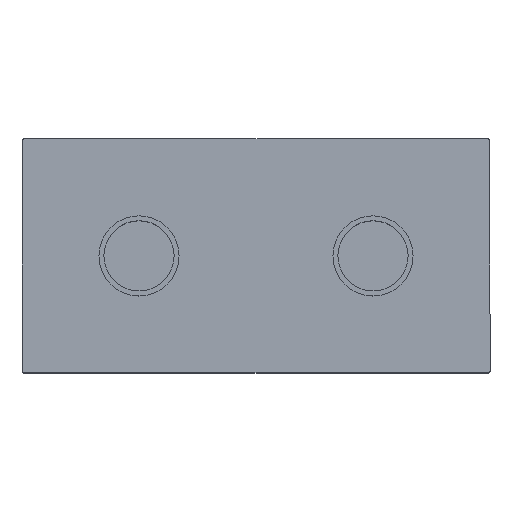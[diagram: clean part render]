
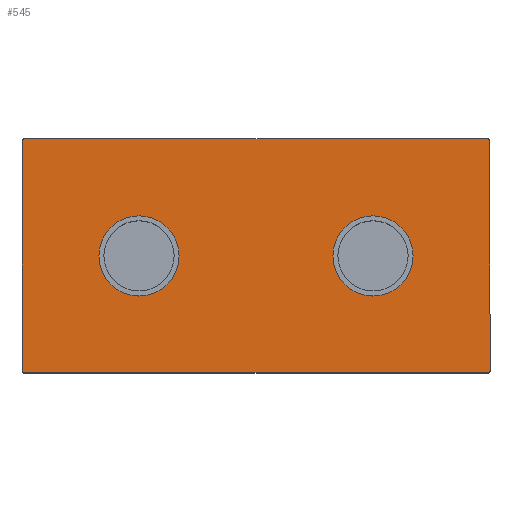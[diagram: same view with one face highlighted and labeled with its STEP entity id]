
A CAD part, top view. The second image highlights one B-rep face of the part: STEP entity #545.
In plain terms, the highlighted planar face has unit normal (0, 0, 1).
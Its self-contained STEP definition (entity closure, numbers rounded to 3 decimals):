
#63 = EDGE_LOOP ( 'NONE', ( #155, #116 ) ) ;
#73 = EDGE_CURVE ( 'NONE', #435, #390, #604, .T. ) ;
#82 = AXIS2_PLACEMENT_3D ( 'NONE', #819, #805, #814 ) ;
#93 = AXIS2_PLACEMENT_3D ( 'NONE', #822, #815, #813 ) ;
#116 = ORIENTED_EDGE ( 'NONE', *, *, #725, .F. ) ;
#117 = ORIENTED_EDGE ( 'NONE', *, *, #73, .F. ) ;
#119 = ORIENTED_EDGE ( 'NONE', *, *, #770, .T. ) ;
#121 = ORIENTED_EDGE ( 'NONE', *, *, #732, .T. ) ;
#131 = ORIENTED_EDGE ( 'NONE', *, *, #754, .T. ) ;
#132 = ORIENTED_EDGE ( 'NONE', *, *, #758, .T. ) ;
#142 = ORIENTED_EDGE ( 'NONE', *, *, #775, .T. ) ;
#146 = ORIENTED_EDGE ( 'NONE', *, *, #756, .F. ) ;
#151 = ORIENTED_EDGE ( 'NONE', *, *, #739, .T. ) ;
#152 = ORIENTED_EDGE ( 'NONE', *, *, #779, .T. ) ;
#155 = ORIENTED_EDGE ( 'NONE', *, *, #723, .F. ) ;
#156 = ORIENTED_EDGE ( 'NONE', *, *, #773, .T. ) ;
#159 = EDGE_LOOP ( 'NONE', ( #146, #117 ) ) ;
#161 = EDGE_LOOP ( 'NONE', ( #156, #142, #132, #131, #119, #152, #151, #121 ) ) ;
#189 = CARTESIAN_POINT ( 'NONE',  ( -40., -20., 4. ) ) ;
#190 = DIRECTION ( 'NONE',  ( 0., 0., 1. ) ) ;
#194 = VERTEX_POINT ( 'NONE', #391 ) ;
#205 = PLANE ( 'NONE',  #573 ) ;
#213 = DIRECTION ( 'NONE',  ( 1., 0., 0. ) ) ;
#242 = CARTESIAN_POINT ( 'NONE',  ( 39.7, 19.7, 4. ) ) ;
#250 = CARTESIAN_POINT ( 'NONE',  ( 20., 0., 4. ) ) ;
#260 = DIRECTION ( 'NONE',  ( 1., 0., 0. ) ) ;
#265 = CARTESIAN_POINT ( 'NONE',  ( -20., 0., 4. ) ) ;
#274 = DIRECTION ( 'NONE',  ( 0., 0., 1. ) ) ;
#281 = CARTESIAN_POINT ( 'NONE',  ( 39.7, 20., 4. ) ) ;
#289 = DIRECTION ( 'NONE',  ( 0., 0., 1. ) ) ;
#292 = CARTESIAN_POINT ( 'NONE',  ( -26.85, 0., 4. ) ) ;
#295 = CARTESIAN_POINT ( 'NONE',  ( -20., 0., 4. ) ) ;
#330 = CARTESIAN_POINT ( 'NONE',  ( -40., 19.7, 4. ) ) ;
#351 = CARTESIAN_POINT ( 'NONE',  ( -39.7, -20., 4. ) ) ;
#352 = DIRECTION ( 'NONE',  ( 0., 0., 1. ) ) ;
#374 = DIRECTION ( 'NONE',  ( 0., 0., 1. ) ) ;
#377 = DIRECTION ( 'NONE',  ( 0., 1., 0. ) ) ;
#383 = VERTEX_POINT ( 'NONE', #437 ) ;
#388 = VERTEX_POINT ( 'NONE', #430 ) ;
#389 = VERTEX_POINT ( 'NONE', #428 ) ;
#390 = VERTEX_POINT ( 'NONE', #409 ) ;
#391 = CARTESIAN_POINT ( 'NONE',  ( 39.7, -20., 4. ) ) ;
#406 = VERTEX_POINT ( 'NONE', #414 ) ;
#407 = CARTESIAN_POINT ( 'NONE',  ( 40., 20., 4. ) ) ;
#408 = VERTEX_POINT ( 'NONE', #411 ) ;
#409 = CARTESIAN_POINT ( 'NONE',  ( 13.15, 0., 4. ) ) ;
#411 = CARTESIAN_POINT ( 'NONE',  ( 40., 19.7, 4. ) ) ;
#414 = CARTESIAN_POINT ( 'NONE',  ( 40., -19.7, 4. ) ) ;
#421 = CARTESIAN_POINT ( 'NONE',  ( 26.85, 0., 4. ) ) ;
#425 = VERTEX_POINT ( 'NONE', #351 ) ;
#426 = DIRECTION ( 'NONE',  ( 1., 0., 0. ) ) ;
#428 = CARTESIAN_POINT ( 'NONE',  ( -39.7, 20., 4. ) ) ;
#430 = CARTESIAN_POINT ( 'NONE',  ( -13.15, 0., 4. ) ) ;
#431 = VERTEX_POINT ( 'NONE', #281 ) ;
#432 = VERTEX_POINT ( 'NONE', #330 ) ;
#434 = VERTEX_POINT ( 'NONE', #292 ) ;
#435 = VERTEX_POINT ( 'NONE', #421 ) ;
#437 = CARTESIAN_POINT ( 'NONE',  ( -40., -19.7, 4. ) ) ;
#449 = DIRECTION ( 'NONE',  ( 1., 0., 0. ) ) ;
#450 = DIRECTION ( 'NONE',  ( 1., 0., 0. ) ) ;
#485 = CIRCLE ( 'NONE', #722, 0.3 ) ;
#487 = LINE ( 'NONE', #841, #489 ) ;
#488 = CIRCLE ( 'NONE', #695, 6.85 ) ;
#489 = VECTOR ( 'NONE', #826, 1000. ) ;
#505 = LINE ( 'NONE', #846, #506 ) ;
#506 = VECTOR ( 'NONE', #837, 1000. ) ;
#511 = LINE ( 'NONE', #843, #512 ) ;
#512 = VECTOR ( 'NONE', #830, 1000. ) ;
#516 = CIRCLE ( 'NONE', #93, 0.3 ) ;
#520 = CIRCLE ( 'NONE', #82, 0.3 ) ;
#545 = ADVANCED_FACE ( 'NONE', ( #633, #634, #635 ), #205, .T. ) ;
#573 = AXIS2_PLACEMENT_3D ( 'NONE', #189, #190, #213 ) ;
#604 = CIRCLE ( 'NONE', #741, 6.85 ) ;
#633 = FACE_OUTER_BOUND ( 'NONE', #161, .T. ) ;
#634 = FACE_BOUND ( 'NONE', #63, .T. ) ;
#635 = FACE_BOUND ( 'NONE', #159, .T. ) ;
#667 = CIRCLE ( 'NONE', #708, 6.85 ) ;
#669 = CIRCLE ( 'NONE', #719, 6.85 ) ;
#676 = CIRCLE ( 'NONE', #710, 0.3 ) ;
#680 = LINE ( 'NONE', #407, #682 ) ;
#682 = VECTOR ( 'NONE', #377, 1000. ) ;
#695 = AXIS2_PLACEMENT_3D ( 'NONE', #784, #859, #860 ) ;
#708 = AXIS2_PLACEMENT_3D ( 'NONE', #295, #289, #449 ) ;
#710 = AXIS2_PLACEMENT_3D ( 'NONE', #242, #374, #426 ) ;
#719 = AXIS2_PLACEMENT_3D ( 'NONE', #265, #274, #450 ) ;
#722 = AXIS2_PLACEMENT_3D ( 'NONE', #821, #840, #799 ) ;
#723 = EDGE_CURVE ( 'NONE', #434, #388, #667, .T. ) ;
#725 = EDGE_CURVE ( 'NONE', #388, #434, #669, .T. ) ;
#732 = EDGE_CURVE ( 'NONE', #408, #431, #676, .T. ) ;
#739 = EDGE_CURVE ( 'NONE', #406, #408, #680, .T. ) ;
#741 = AXIS2_PLACEMENT_3D ( 'NONE', #250, #352, #260 ) ;
#754 = EDGE_CURVE ( 'NONE', #383, #425, #485, .T. ) ;
#756 = EDGE_CURVE ( 'NONE', #390, #435, #488, .T. ) ;
#758 = EDGE_CURVE ( 'NONE', #432, #383, #487, .T. ) ;
#770 = EDGE_CURVE ( 'NONE', #425, #194, #505, .T. ) ;
#773 = EDGE_CURVE ( 'NONE', #431, #389, #511, .T. ) ;
#775 = EDGE_CURVE ( 'NONE', #389, #432, #516, .T. ) ;
#779 = EDGE_CURVE ( 'NONE', #194, #406, #520, .T. ) ;
#784 = CARTESIAN_POINT ( 'NONE',  ( 20., 0., 4. ) ) ;
#799 = DIRECTION ( 'NONE',  ( 1., 0., 0. ) ) ;
#805 = DIRECTION ( 'NONE',  ( 0., 0., 1. ) ) ;
#813 = DIRECTION ( 'NONE',  ( 1., 0., 0. ) ) ;
#814 = DIRECTION ( 'NONE',  ( 1., 0., 0. ) ) ;
#815 = DIRECTION ( 'NONE',  ( 0., 0., 1. ) ) ;
#819 = CARTESIAN_POINT ( 'NONE',  ( 39.7, -19.7, 4. ) ) ;
#821 = CARTESIAN_POINT ( 'NONE',  ( -39.7, -19.7, 4. ) ) ;
#822 = CARTESIAN_POINT ( 'NONE',  ( -39.7, 19.7, 4. ) ) ;
#826 = DIRECTION ( 'NONE',  ( 0., -1., 0. ) ) ;
#830 = DIRECTION ( 'NONE',  ( -1., 0., 0. ) ) ;
#837 = DIRECTION ( 'NONE',  ( 1., 0., 0. ) ) ;
#840 = DIRECTION ( 'NONE',  ( 0., 0., 1. ) ) ;
#841 = CARTESIAN_POINT ( 'NONE',  ( -40., 20., 4. ) ) ;
#843 = CARTESIAN_POINT ( 'NONE',  ( -40., 20., 4. ) ) ;
#846 = CARTESIAN_POINT ( 'NONE',  ( -40., -20., 4. ) ) ;
#859 = DIRECTION ( 'NONE',  ( 0., 0., 1. ) ) ;
#860 = DIRECTION ( 'NONE',  ( 1., 0., 0. ) ) ;
